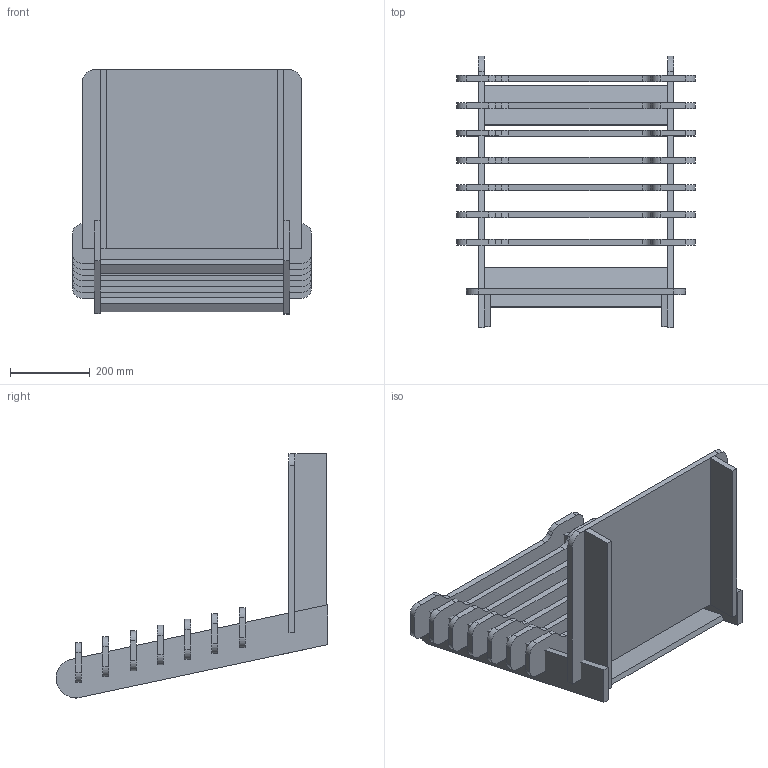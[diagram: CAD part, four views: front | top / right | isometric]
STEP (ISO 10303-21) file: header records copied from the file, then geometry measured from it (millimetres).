
FILE_DESCRIPTION (( 'STEP AP214' ), '1' );
FILE_NAME ('1st prototype.STEP', '2019-02-13T05:26:32', ( '' ), ( '' ), 'SwSTEP 2.0', 'SolidWorks 2016', '' );
FILE_SCHEMA (( 'AUTOMOTIVE_DESIGN' ));
Length unit declared in the file: millimetre
Products named in the file (1): 1st prototype
Bounding box: 600 x 682.65 x 613.92 mm (x, y, z)
Volume: 14700685.3 mm3; surface area: 2284693.6 mm2
Topology: 16 solids, 16 shells, 184 faces, 456 edges, 304 vertices
Faces by surface type: plane 122, cylinder 62
Entity records: 5633 total; most frequent: DIRECTION 950, CARTESIAN_POINT 945, ORIENTED_EDGE 912, EDGE_CURVE 456, LINE 332, VECTOR 332, AXIS2_PLACEMENT_3D 309, VERTEX_POINT 304
